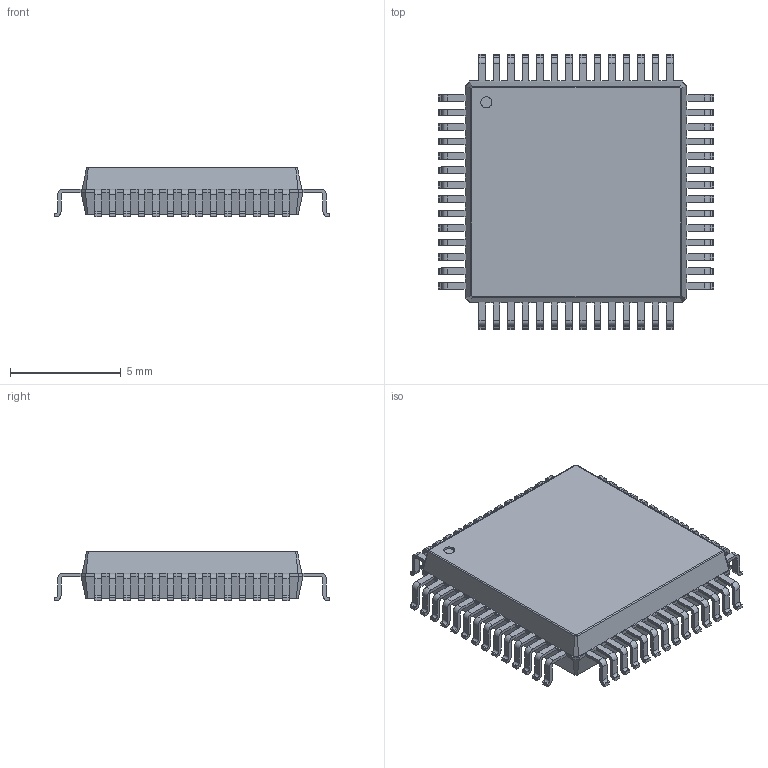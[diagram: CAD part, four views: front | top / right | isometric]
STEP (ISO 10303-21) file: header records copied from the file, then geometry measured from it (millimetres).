
FILE_DESCRIPTION(/* description */ ('model of Rohm_QFP-56_10x10mm_P0.65mm'),/* implementation_level */ '2;1');
FILE_NAME(/* name */ 'Rohm_QFP-56_10x10mm_P0.65mm.step',/* time_stamp */ '2019-08-30T09:21:14',/* author */ ('kicad StepUp','ksu'),/* organization */ ('FreeCAD'),/* preprocessor_version */ 'OCC',/* originating_system */ 'kicad StepUp',/* authorisation */ '');
FILE_SCHEMA(('AUTOMOTIVE_DESIGN { 1 0 10303 214 1 1 1 1 }'));
Products named in the file (1): Rohm_QFP_56_10x10mm_P065mm
Bounding box: 12.4 x 12.4 x 2.25 mm (x, y, z)
Volume: 209.9 mm3; surface area: 376.3 mm2
Topology: 1 solids, 1 shells, 884 faces, 2387 edges, 1506 vertices
Faces by surface type: plane 571, cylinder 225, bspline 88
Full cylindrical faces by diameter (mm): 0.5 x1
Entity records: 65436 total; most frequent: CARTESIAN_POINT 12246, DIRECTION 8581, LINE 5861, VECTOR 5861, ORIENTED_EDGE 4774, PCURVE 4774, DEFINITIONAL_REPRESENTATION 4774, EDGE_CURVE 2387
